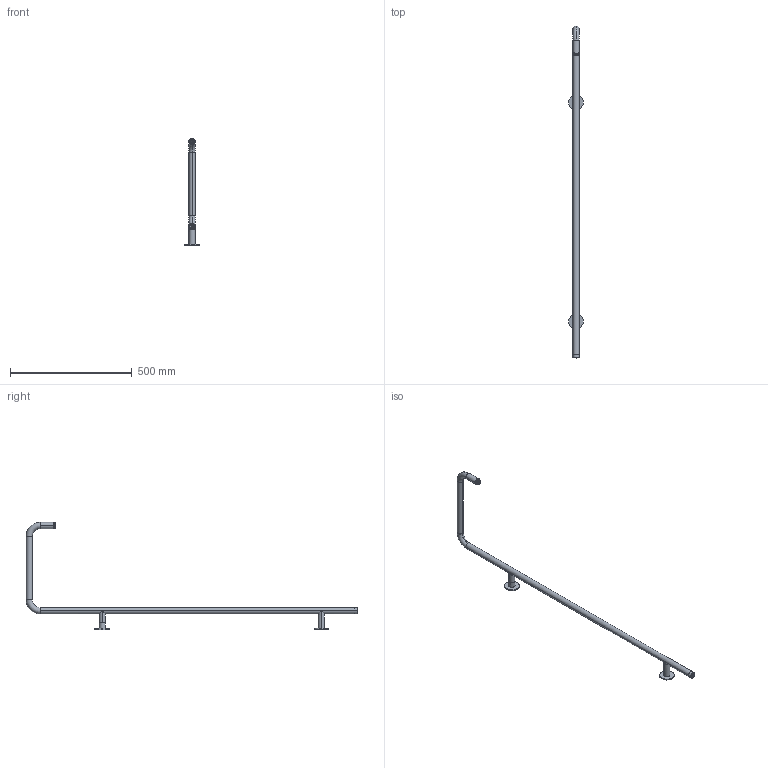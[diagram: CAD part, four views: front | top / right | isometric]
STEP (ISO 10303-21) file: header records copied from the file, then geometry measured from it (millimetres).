
FILE_DESCRIPTION (( 'STEP AP214' ), '1' );
FILE_NAME ('MPCSHA_SHELL.STEP', '2019-01-25T01:15:15', ( 'khoa' ), ( '' ), 'SwSTEP 2.0', 'SolidWorks 2016', '' );
FILE_SCHEMA (( 'AUTOMOTIVE_DESIGN' ));
Length unit declared in the file: millimetre
Products named in the file (2): MPCSHA_SHELL
Bounding box: 59.88 x 1362.7 x 440 mm (x, y, z)
Volume: 253141.8 mm3; surface area: 295332.6 mm2
Topology: 4 solids, 4 shells, 140 faces, 313 edges, 197 vertices
Faces by surface type: cylinder 62, plane 38, cone 30, torus 8, bspline 2
Entity records: 6949 total; most frequent: CARTESIAN_POINT 2291, DIRECTION 674, ORIENTED_EDGE 626, EDGE_CURVE 313, AXIS2_PLACEMENT_3D 284, VERTEX_POINT 197, EDGE_LOOP 162, CIRCLE 144
